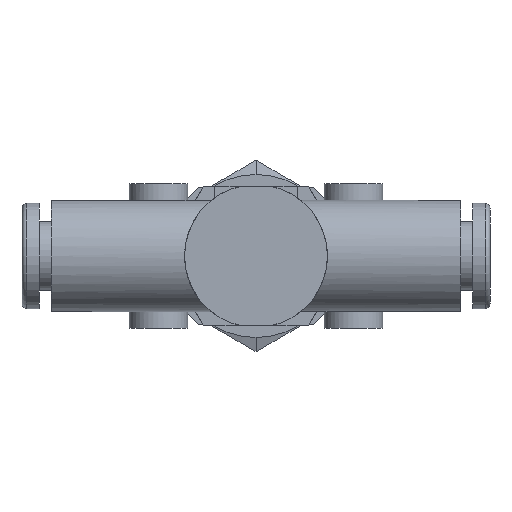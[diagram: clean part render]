
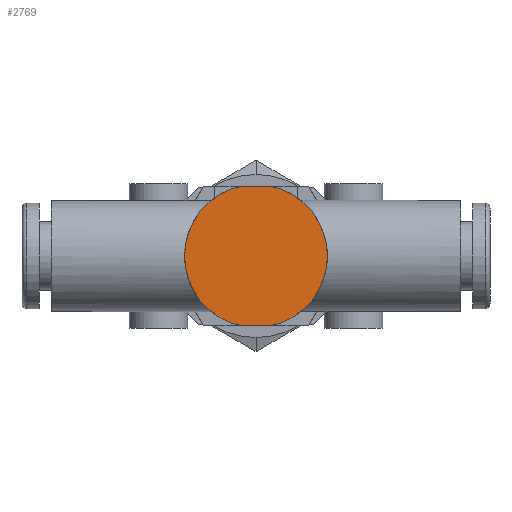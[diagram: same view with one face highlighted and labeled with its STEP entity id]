
A CAD part, front view. The second image highlights one B-rep face of the part: STEP entity #2769.
In plain terms, the highlighted planar face has unit normal (0, -1, 0).
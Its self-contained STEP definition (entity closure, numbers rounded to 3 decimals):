
#78 = DIRECTION ( 'NONE',  ( 0., 0., 1. ) ) ;
#370 = AXIS2_PLACEMENT_3D ( 'NONE', #5343, #2687, #78 ) ;
#850 = LINE ( 'NONE', #3524, #1259 ) ;
#883 = DIRECTION ( 'NONE',  ( -1., 0., 0. ) ) ;
#1241 = DIRECTION ( 'NONE',  ( 0., 1., 0. ) ) ;
#1259 = VECTOR ( 'NONE', #883, 1000. ) ;
#1283 = ORIENTED_EDGE ( 'NONE', *, *, #2561, .F. ) ;
#1306 = ORIENTED_EDGE ( 'NONE', *, *, #3728, .F. ) ;
#1477 = CIRCLE ( 'NONE', #1936, 7.325 ) ;
#1535 = CARTESIAN_POINT ( 'NONE',  ( -1.5, -6.7, -7.17 ) ) ;
#1867 = CIRCLE ( 'NONE', #370, 7.325 ) ;
#1875 = EDGE_LOOP ( 'NONE', ( #1306, #4737, #5349, #1283 ) ) ;
#1936 = AXIS2_PLACEMENT_3D ( 'NONE', #3882, #1241, #4335 ) ;
#2078 = CARTESIAN_POINT ( 'NONE',  ( -1.5, -6.7, 7.17 ) ) ;
#2318 = CARTESIAN_POINT ( 'NONE',  ( 1.5, -6.7, 7.17 ) ) ;
#2428 = CARTESIAN_POINT ( 'NONE',  ( 0., -6.7, 0. ) ) ;
#2561 = EDGE_CURVE ( 'NONE', #5491, #3493, #4328, .T. ) ;
#2687 = DIRECTION ( 'NONE',  ( 0., 1., 0. ) ) ;
#2769 = ADVANCED_FACE ( 'NONE', ( #3492 ), #3750, .F. ) ;
#2771 = VERTEX_POINT ( 'NONE', #1535 ) ;
#2867 = DIRECTION ( 'NONE',  ( 0., 0., 1. ) ) ;
#2883 = EDGE_CURVE ( 'NONE', #3493, #2933, #1477, .T. ) ;
#2933 = VERTEX_POINT ( 'NONE', #4359 ) ;
#3150 = VECTOR ( 'NONE', #4982, 1000. ) ;
#3492 = FACE_OUTER_BOUND ( 'NONE', #1875, .T. ) ;
#3493 = VERTEX_POINT ( 'NONE', #4246 ) ;
#3524 = CARTESIAN_POINT ( 'NONE',  ( -1.5, -6.7, -7.17 ) ) ;
#3684 = EDGE_CURVE ( 'NONE', #2933, #2771, #850, .T. ) ;
#3728 = EDGE_CURVE ( 'NONE', #2771, #5491, #1867, .T. ) ;
#3750 = PLANE ( 'NONE',  #4458 ) ;
#3882 = CARTESIAN_POINT ( 'NONE',  ( 0., -6.7, 0. ) ) ;
#4246 = CARTESIAN_POINT ( 'NONE',  ( 1.5, -6.7, 7.17 ) ) ;
#4328 = LINE ( 'NONE', #2318, #3150 ) ;
#4335 = DIRECTION ( 'NONE',  ( 0., 0., -1. ) ) ;
#4359 = CARTESIAN_POINT ( 'NONE',  ( 1.5, -6.7, -7.17 ) ) ;
#4458 = AXIS2_PLACEMENT_3D ( 'NONE', #2428, #5532, #2867 ) ;
#4737 = ORIENTED_EDGE ( 'NONE', *, *, #3684, .F. ) ;
#4982 = DIRECTION ( 'NONE',  ( 1., 0., 0. ) ) ;
#5343 = CARTESIAN_POINT ( 'NONE',  ( 0., -6.7, 0. ) ) ;
#5349 = ORIENTED_EDGE ( 'NONE', *, *, #2883, .F. ) ;
#5491 = VERTEX_POINT ( 'NONE', #2078 ) ;
#5532 = DIRECTION ( 'NONE',  ( 0., 1., 0. ) ) ;
